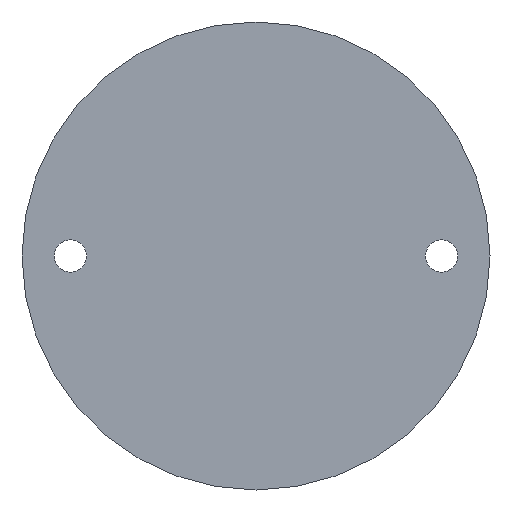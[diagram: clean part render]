
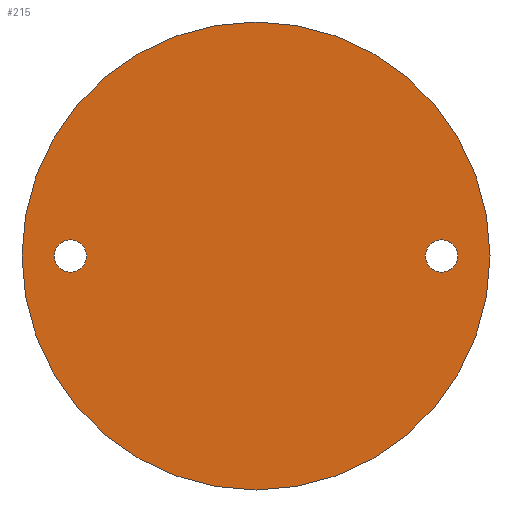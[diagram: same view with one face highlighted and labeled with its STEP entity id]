
A CAD part, front view. The second image highlights one B-rep face of the part: STEP entity #215.
In plain terms, the highlighted planar face has unit normal (0, -1, 0).
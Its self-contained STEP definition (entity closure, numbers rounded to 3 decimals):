
#6 = VERTEX_POINT ( 'NONE', #95 ) ;
#9 = DIRECTION ( 'NONE',  ( 0., 0., 1. ) ) ;
#15 = AXIS2_PLACEMENT_3D ( 'NONE', #189, #190, #357 ) ;
#22 = ORIENTED_EDGE ( 'NONE', *, *, #54, .T. ) ;
#39 = FACE_OUTER_BOUND ( 'NONE', #329, .T. ) ;
#49 = CIRCLE ( 'NONE', #210, 1. ) ;
#54 = EDGE_CURVE ( 'NONE', #188, #6, #381, .T. ) ;
#67 = CARTESIAN_POINT ( 'NONE',  ( -11.5, 0., 1. ) ) ;
#68 = ORIENTED_EDGE ( 'NONE', *, *, #288, .T. ) ;
#76 = DIRECTION ( 'NONE',  ( 0., 0., 1. ) ) ;
#95 = CARTESIAN_POINT ( 'NONE',  ( 11.5, 0., -1. ) ) ;
#109 = CARTESIAN_POINT ( 'NONE',  ( 11.5, 0., 0. ) ) ;
#118 = CARTESIAN_POINT ( 'NONE',  ( 0., 0., -14.5 ) ) ;
#123 = AXIS2_PLACEMENT_3D ( 'NONE', #142, #478, #339 ) ;
#136 = EDGE_CURVE ( 'NONE', #429, #266, #491, .T. ) ;
#142 = CARTESIAN_POINT ( 'NONE',  ( 11.5, 0., 0. ) ) ;
#150 = CARTESIAN_POINT ( 'NONE',  ( 0., 0., 0. ) ) ;
#158 = EDGE_CURVE ( 'NONE', #6, #188, #49, .T. ) ;
#162 = CARTESIAN_POINT ( 'NONE',  ( 0., 0., 14.5 ) ) ;
#163 = CARTESIAN_POINT ( 'NONE',  ( -11.5, 0., 0. ) ) ;
#167 = DIRECTION ( 'NONE',  ( 0., 1., 0. ) ) ;
#186 = FACE_BOUND ( 'NONE', #334, .T. ) ;
#188 = VERTEX_POINT ( 'NONE', #522 ) ;
#189 = CARTESIAN_POINT ( 'NONE',  ( 0., 0., 0. ) ) ;
#190 = DIRECTION ( 'NONE',  ( 0., 1., 0. ) ) ;
#192 = DIRECTION ( 'NONE',  ( 0., 0., 1. ) ) ;
#210 = AXIS2_PLACEMENT_3D ( 'NONE', #109, #270, #404 ) ;
#215 = ADVANCED_FACE ( 'NONE', ( #331, #186, #39 ), #525, .F. ) ;
#219 = ORIENTED_EDGE ( 'NONE', *, *, #318, .T. ) ;
#227 = DIRECTION ( 'NONE',  ( 0., 1., 0. ) ) ;
#235 = CARTESIAN_POINT ( 'NONE',  ( -11.5, 0., 0. ) ) ;
#255 = CIRCLE ( 'NONE', #463, 1. ) ;
#256 = ORIENTED_EDGE ( 'NONE', *, *, #136, .F. ) ;
#259 = EDGE_CURVE ( 'NONE', #266, #429, #431, .T. ) ;
#265 = CARTESIAN_POINT ( 'NONE',  ( 0., 0., 0. ) ) ;
#266 = VERTEX_POINT ( 'NONE', #118 ) ;
#269 = AXIS2_PLACEMENT_3D ( 'NONE', #150, #227, #192 ) ;
#270 = DIRECTION ( 'NONE',  ( 0., 1., 0. ) ) ;
#273 = VERTEX_POINT ( 'NONE', #324 ) ;
#281 = EDGE_LOOP ( 'NONE', ( #219, #68 ) ) ;
#288 = EDGE_CURVE ( 'NONE', #273, #529, #464, .T. ) ;
#317 = DIRECTION ( 'NONE',  ( 0., 1., 0. ) ) ;
#318 = EDGE_CURVE ( 'NONE', #529, #273, #255, .T. ) ;
#324 = CARTESIAN_POINT ( 'NONE',  ( -11.5, 0., -1. ) ) ;
#329 = EDGE_LOOP ( 'NONE', ( #376, #256 ) ) ;
#331 = FACE_BOUND ( 'NONE', #281, .T. ) ;
#334 = EDGE_LOOP ( 'NONE', ( #22, #492 ) ) ;
#339 = DIRECTION ( 'NONE',  ( 0., 0., 1. ) ) ;
#340 = AXIS2_PLACEMENT_3D ( 'NONE', #265, #317, #76 ) ;
#357 = DIRECTION ( 'NONE',  ( 0., 0., 1. ) ) ;
#370 = DIRECTION ( 'NONE',  ( 0., 1., 0. ) ) ;
#376 = ORIENTED_EDGE ( 'NONE', *, *, #259, .F. ) ;
#381 = CIRCLE ( 'NONE', #123, 1. ) ;
#404 = DIRECTION ( 'NONE',  ( 0., 0., 1. ) ) ;
#429 = VERTEX_POINT ( 'NONE', #162 ) ;
#431 = CIRCLE ( 'NONE', #15, 14.5 ) ;
#451 = AXIS2_PLACEMENT_3D ( 'NONE', #235, #370, #9 ) ;
#457 = DIRECTION ( 'NONE',  ( 0., 0., 1. ) ) ;
#463 = AXIS2_PLACEMENT_3D ( 'NONE', #163, #167, #457 ) ;
#464 = CIRCLE ( 'NONE', #451, 1. ) ;
#478 = DIRECTION ( 'NONE',  ( 0., 1., 0. ) ) ;
#491 = CIRCLE ( 'NONE', #269, 14.5 ) ;
#492 = ORIENTED_EDGE ( 'NONE', *, *, #158, .T. ) ;
#522 = CARTESIAN_POINT ( 'NONE',  ( 11.5, 0., 1. ) ) ;
#525 = PLANE ( 'NONE',  #340 ) ;
#529 = VERTEX_POINT ( 'NONE', #67 ) ;
